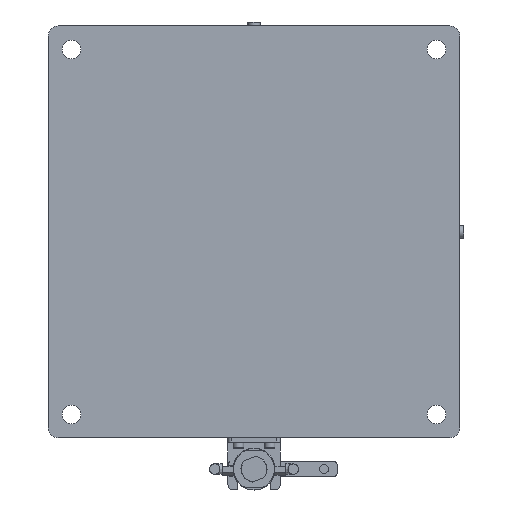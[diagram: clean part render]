
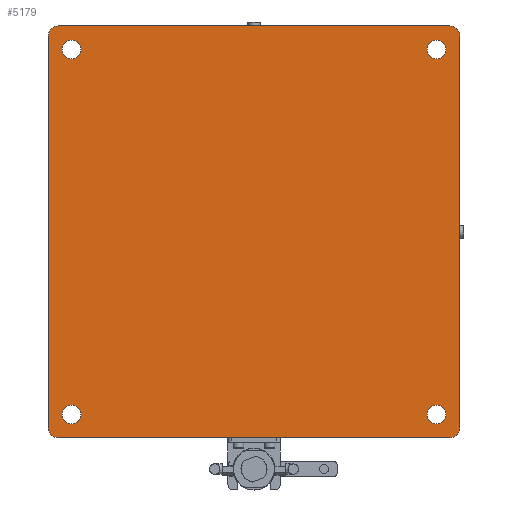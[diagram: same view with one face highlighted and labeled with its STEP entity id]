
A CAD part, left-side view. The second image highlights one B-rep face of the part: STEP entity #5179.
In plain terms, the highlighted planar face has unit normal (-1, 0, 0).
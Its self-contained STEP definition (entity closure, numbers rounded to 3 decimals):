
#48 = AXIS2_PLACEMENT_3D ( 'NONE', #9674, #11842, #822 ) ;
#67 = CIRCLE ( 'NONE', #1926, 10. ) ;
#251 = VERTEX_POINT ( 'NONE', #6723 ) ;
#422 = VERTEX_POINT ( 'NONE', #19009 ) ;
#561 = EDGE_CURVE ( 'NONE', #20183, #20183, #5128, .T. ) ;
#600 = DIRECTION ( 'NONE',  ( -1., 0., 0. ) ) ;
#731 = DIRECTION ( 'NONE',  ( 0., 0., 1. ) ) ;
#758 = LINE ( 'NONE', #24716, #9993 ) ;
#822 = DIRECTION ( 'NONE',  ( 0., 0., 1. ) ) ;
#1301 = DIRECTION ( 'NONE',  ( 1., 0., 0. ) ) ;
#1573 = ORIENTED_EDGE ( 'NONE', *, *, #4449, .T. ) ;
#1854 = ORIENTED_EDGE ( 'NONE', *, *, #27229, .T. ) ;
#1926 = AXIS2_PLACEMENT_3D ( 'NONE', #3277, #18507, #14590 ) ;
#2126 = AXIS2_PLACEMENT_3D ( 'NONE', #11489, #14071, #731 ) ;
#2217 = CIRCLE ( 'NONE', #17969, 9. ) ;
#2338 = CARTESIAN_POINT ( 'NONE',  ( 382.391, -221.833, 407.783 ) ) ;
#2467 = DIRECTION ( 'NONE',  ( 0., 0., 1. ) ) ;
#2589 = CARTESIAN_POINT ( 'NONE',  ( 382.391, -209.333, 789.283 ) ) ;
#2602 = VECTOR ( 'NONE', #8785, 1000. ) ;
#2689 = CIRCLE ( 'NONE', #9613, 10. ) ;
#2780 = ORIENTED_EDGE ( 'NONE', *, *, #561, .T. ) ;
#2810 = DIRECTION ( 'NONE',  ( 0., 0., 1. ) ) ;
#2894 = CARTESIAN_POINT ( 'NONE',  ( 382.391, 140.667, 439.283 ) ) ;
#2970 = AXIS2_PLACEMENT_3D ( 'NONE', #22475, #15383, #2467 ) ;
#2996 = ORIENTED_EDGE ( 'NONE', *, *, #23103, .T. ) ;
#3064 = FACE_BOUND ( 'NONE', #26167, .T. ) ;
#3092 = EDGE_LOOP ( 'NONE', ( #26237 ) ) ;
#3211 = FACE_BOUND ( 'NONE', #27678, .T. ) ;
#3277 = CARTESIAN_POINT ( 'NONE',  ( 382.391, 153.167, 792.783 ) ) ;
#3683 = CARTESIAN_POINT ( 'NONE',  ( 382.391, 153.167, 407.783 ) ) ;
#3897 = CIRCLE ( 'NONE', #2970, 10. ) ;
#3924 = ORIENTED_EDGE ( 'NONE', *, *, #27781, .T. ) ;
#4449 = EDGE_CURVE ( 'NONE', #27464, #11623, #2689, .T. ) ;
#4587 = LINE ( 'NONE', #15887, #2602 ) ;
#4671 = CARTESIAN_POINT ( 'NONE',  ( 382.391, -231.833, 605.283 ) ) ;
#5128 = CIRCLE ( 'NONE', #48, 9. ) ;
#5179 = ADVANCED_FACE ( 'NONE', ( #7266, #18293, #23081, #3211, #3064 ), #22513, .T. ) ;
#5262 = DIRECTION ( 'NONE',  ( 0., 1., 0. ) ) ;
#5462 = AXIS2_PLACEMENT_3D ( 'NONE', #13799, #600, #7407 ) ;
#5995 = EDGE_CURVE ( 'NONE', #22766, #22766, #26050, .T. ) ;
#6723 = CARTESIAN_POINT ( 'NONE',  ( 382.391, 163.167, 417.783 ) ) ;
#6850 = ORIENTED_EDGE ( 'NONE', *, *, #19940, .T. ) ;
#7266 = FACE_BOUND ( 'NONE', #20014, .T. ) ;
#7407 = DIRECTION ( 'NONE',  ( 0., 0., 1. ) ) ;
#7446 = DIRECTION ( 'NONE',  ( 1., 0., 0. ) ) ;
#7491 = CARTESIAN_POINT ( 'NONE',  ( 382.391, -209.333, 439.283 ) ) ;
#7985 = DIRECTION ( 'NONE',  ( 0., 0., -1. ) ) ;
#8785 = DIRECTION ( 'NONE',  ( 0., -1., 0. ) ) ;
#9495 = AXIS2_PLACEMENT_3D ( 'NONE', #17910, #14263, #2810 ) ;
#9613 = AXIS2_PLACEMENT_3D ( 'NONE', #14936, #12034, #27573 ) ;
#9674 = CARTESIAN_POINT ( 'NONE',  ( 382.391, 140.667, 780.283 ) ) ;
#9741 = EDGE_CURVE ( 'NONE', #422, #251, #19015, .T. ) ;
#9955 = ORIENTED_EDGE ( 'NONE', *, *, #14459, .T. ) ;
#9993 = VECTOR ( 'NONE', #5262, 1000. ) ;
#10151 = DIRECTION ( 'NONE',  ( 0., 0., 1. ) ) ;
#10288 = CARTESIAN_POINT ( 'NONE',  ( 382.391, -209.333, 780.283 ) ) ;
#10315 = AXIS2_PLACEMENT_3D ( 'NONE', #20134, #7446, #16599 ) ;
#10737 = VERTEX_POINT ( 'NONE', #11225 ) ;
#10756 = EDGE_LOOP ( 'NONE', ( #27960, #1854, #9955, #1573, #3924, #16546, #19981, #2996 ) ) ;
#11225 = CARTESIAN_POINT ( 'NONE',  ( 382.391, -231.833, 417.783 ) ) ;
#11489 = CARTESIAN_POINT ( 'NONE',  ( 382.391, -221.833, 417.783 ) ) ;
#11623 = VERTEX_POINT ( 'NONE', #28536 ) ;
#11842 = DIRECTION ( 'NONE',  ( 1., 0., 0. ) ) ;
#12034 = DIRECTION ( 'NONE',  ( -1., 0., 0. ) ) ;
#12234 = VECTOR ( 'NONE', #7985, 1000. ) ;
#13214 = EDGE_CURVE ( 'NONE', #13458, #13458, #2217, .T. ) ;
#13458 = VERTEX_POINT ( 'NONE', #2589 ) ;
#13503 = DIRECTION ( 'NONE',  ( 0., 0., 1. ) ) ;
#13799 = CARTESIAN_POINT ( 'NONE',  ( 382.391, -34.333, 605.283 ) ) ;
#14071 = DIRECTION ( 'NONE',  ( -1., 0., 0. ) ) ;
#14263 = DIRECTION ( 'NONE',  ( 1., 0., 0. ) ) ;
#14459 = EDGE_CURVE ( 'NONE', #10737, #27464, #24540, .T. ) ;
#14590 = DIRECTION ( 'NONE',  ( 0., 0., 1. ) ) ;
#14936 = CARTESIAN_POINT ( 'NONE',  ( 382.391, -221.833, 792.783 ) ) ;
#15383 = DIRECTION ( 'NONE',  ( -1., 0., 0. ) ) ;
#15887 = CARTESIAN_POINT ( 'NONE',  ( 382.391, -34.333, 407.783 ) ) ;
#16055 = ORIENTED_EDGE ( 'NONE', *, *, #13214, .T. ) ;
#16546 = ORIENTED_EDGE ( 'NONE', *, *, #23931, .T. ) ;
#16599 = DIRECTION ( 'NONE',  ( 0., 0., 1. ) ) ;
#17675 = EDGE_CURVE ( 'NONE', #24421, #28707, #4587, .T. ) ;
#17910 = CARTESIAN_POINT ( 'NONE',  ( 382.391, -209.333, 430.283 ) ) ;
#17969 = AXIS2_PLACEMENT_3D ( 'NONE', #10288, #1301, #10151 ) ;
#18293 = FACE_BOUND ( 'NONE', #3092, .T. ) ;
#18507 = DIRECTION ( 'NONE',  ( -1., 0., 0. ) ) ;
#18674 = VERTEX_POINT ( 'NONE', #7491 ) ;
#19009 = CARTESIAN_POINT ( 'NONE',  ( 382.391, 163.167, 792.783 ) ) ;
#19015 = LINE ( 'NONE', #27873, #12234 ) ;
#19677 = CARTESIAN_POINT ( 'NONE',  ( 382.391, -231.833, 792.783 ) ) ;
#19747 = CARTESIAN_POINT ( 'NONE',  ( 382.391, 140.667, 789.283 ) ) ;
#19940 = EDGE_CURVE ( 'NONE', #18674, #18674, #22017, .T. ) ;
#19981 = ORIENTED_EDGE ( 'NONE', *, *, #9741, .T. ) ;
#20014 = EDGE_LOOP ( 'NONE', ( #16055 ) ) ;
#20134 = CARTESIAN_POINT ( 'NONE',  ( 382.391, 140.667, 430.283 ) ) ;
#20183 = VERTEX_POINT ( 'NONE', #19747 ) ;
#21345 = VERTEX_POINT ( 'NONE', #22520 ) ;
#22017 = CIRCLE ( 'NONE', #9495, 9. ) ;
#22475 = CARTESIAN_POINT ( 'NONE',  ( 382.391, 153.167, 417.783 ) ) ;
#22513 = PLANE ( 'NONE',  #5462 ) ;
#22520 = CARTESIAN_POINT ( 'NONE',  ( 382.391, 153.167, 802.783 ) ) ;
#22766 = VERTEX_POINT ( 'NONE', #2894 ) ;
#23081 = FACE_OUTER_BOUND ( 'NONE', #10756, .T. ) ;
#23103 = EDGE_CURVE ( 'NONE', #251, #24421, #3897, .T. ) ;
#23931 = EDGE_CURVE ( 'NONE', #21345, #422, #67, .T. ) ;
#24365 = CIRCLE ( 'NONE', #2126, 10. ) ;
#24421 = VERTEX_POINT ( 'NONE', #3683 ) ;
#24540 = LINE ( 'NONE', #4671, #27732 ) ;
#24716 = CARTESIAN_POINT ( 'NONE',  ( 382.391, -34.333, 802.783 ) ) ;
#26050 = CIRCLE ( 'NONE', #10315, 9. ) ;
#26167 = EDGE_LOOP ( 'NONE', ( #6850 ) ) ;
#26237 = ORIENTED_EDGE ( 'NONE', *, *, #5995, .T. ) ;
#27229 = EDGE_CURVE ( 'NONE', #28707, #10737, #24365, .T. ) ;
#27464 = VERTEX_POINT ( 'NONE', #19677 ) ;
#27573 = DIRECTION ( 'NONE',  ( 0., 0., 1. ) ) ;
#27678 = EDGE_LOOP ( 'NONE', ( #2780 ) ) ;
#27732 = VECTOR ( 'NONE', #13503, 1000. ) ;
#27781 = EDGE_CURVE ( 'NONE', #11623, #21345, #758, .T. ) ;
#27873 = CARTESIAN_POINT ( 'NONE',  ( 382.391, 163.167, 605.283 ) ) ;
#27960 = ORIENTED_EDGE ( 'NONE', *, *, #17675, .T. ) ;
#28536 = CARTESIAN_POINT ( 'NONE',  ( 382.391, -221.833, 802.783 ) ) ;
#28707 = VERTEX_POINT ( 'NONE', #2338 ) ;
